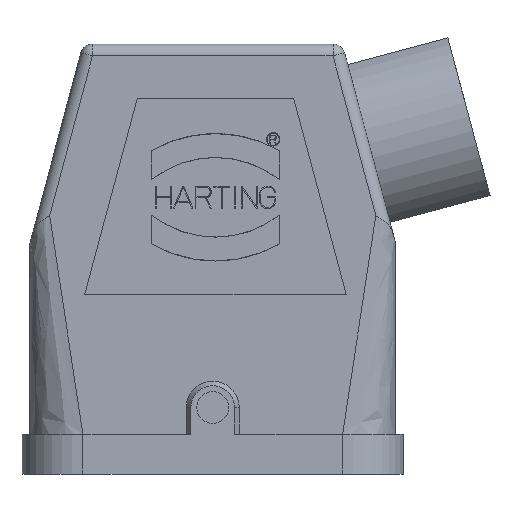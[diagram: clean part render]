
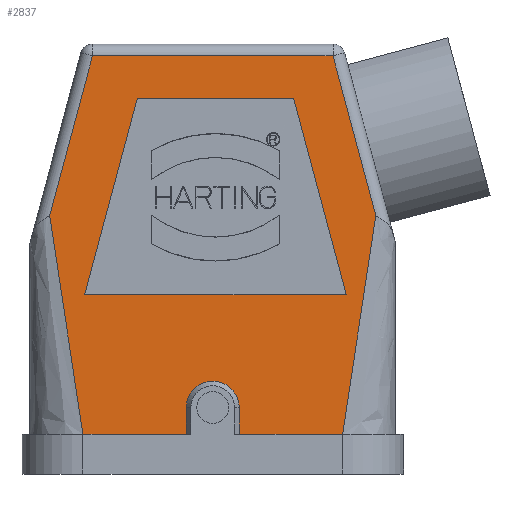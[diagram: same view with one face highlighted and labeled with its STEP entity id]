
A CAD part, front view. The second image highlights one B-rep face of the part: STEP entity #2837.
In plain terms, the highlighted planar face has unit normal (0, -1, 0).
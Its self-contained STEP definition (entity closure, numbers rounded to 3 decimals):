
#1970=LINE('',#9131,#2380);
#1972=LINE('',#9135,#2382);
#1974=LINE('',#9139,#2384);
#1975=LINE('',#9141,#2385);
#1976=LINE('',#9143,#2386);
#1998=LINE('',#9220,#2408);
#2008=LINE('',#9290,#2418);
#2010=LINE('',#9303,#2420);
#2013=LINE('',#9325,#2423);
#2025=LINE('',#9370,#2435);
#2026=LINE('',#9379,#2436);
#2027=LINE('',#9381,#2437);
#2028=LINE('',#9382,#2438);
#2380=VECTOR('',#7302,1.);
#2382=VECTOR('',#7306,1.);
#2384=VECTOR('',#7310,1.);
#2385=VECTOR('',#7313,1.);
#2386=VECTOR('',#7316,1.);
#2408=VECTOR('',#7396,1.);
#2418=VECTOR('',#7442,1.);
#2420=VECTOR('',#7450,1.);
#2423=VECTOR('',#7459,1.);
#2435=VECTOR('',#7487,1.);
#2436=VECTOR('',#7490,1.);
#2437=VECTOR('',#7491,1.);
#2438=VECTOR('',#7492,1.);
#2626=FACE_BOUND('',#3524,.T.);
#2627=FACE_BOUND('',#3525,.T.);
#2837=ADVANCED_FACE('',(#2626,#2627),#3041,.T.);
#3041=PLANE('',#6540);
#3524=EDGE_LOOP('',(#4534,#4535,#4536,#4537));
#3525=EDGE_LOOP('',(#4538,#4539,#4540,#4541,#4542,#4543,#4544,#4545,#4546,
#4547));
#4534=ORIENTED_EDGE('',*,*,#5716,.T.);
#4535=ORIENTED_EDGE('',*,*,#5711,.T.);
#4536=ORIENTED_EDGE('',*,*,#5713,.T.);
#4537=ORIENTED_EDGE('',*,*,#5715,.T.);
#4538=ORIENTED_EDGE('',*,*,#5800,.T.);
#4539=ORIENTED_EDGE('',*,*,#5752,.T.);
#4540=ORIENTED_EDGE('',*,*,#5775,.T.);
#4541=ORIENTED_EDGE('',*,*,#5779,.T.);
#4542=ORIENTED_EDGE('',*,*,#5785,.T.);
#4543=ORIENTED_EDGE('',*,*,#5802,.T.);
#4544=ORIENTED_EDGE('',*,*,#5803,.T.);
#4545=ORIENTED_EDGE('',*,*,#5721,.T.);
#4546=ORIENTED_EDGE('',*,*,#5717,.T.);
#4547=ORIENTED_EDGE('',*,*,#5804,.T.);
#5168=VERTEX_POINT('',#9128);
#5169=VERTEX_POINT('',#9130);
#5170=VERTEX_POINT('',#9134);
#5171=VERTEX_POINT('',#9138);
#5172=VERTEX_POINT('',#9144);
#5173=VERTEX_POINT('',#9145);
#5176=VERTEX_POINT('',#9153);
#5194=VERTEX_POINT('',#9212);
#5198=VERTEX_POINT('',#9221);
#5209=VERTEX_POINT('',#9289);
#5211=VERTEX_POINT('',#9302);
#5215=VERTEX_POINT('',#9324);
#5223=VERTEX_POINT('',#9371);
#5224=VERTEX_POINT('',#9380);
#5711=EDGE_CURVE('',#5168,#5169,#1970,.T.);
#5713=EDGE_CURVE('',#5169,#5170,#1972,.T.);
#5715=EDGE_CURVE('',#5170,#5171,#1974,.T.);
#5716=EDGE_CURVE('',#5171,#5168,#1975,.T.);
#5717=EDGE_CURVE('',#5172,#5173,#1976,.T.);
#5721=EDGE_CURVE('',#5176,#5172,#5961,.T.);
#5752=EDGE_CURVE('',#5198,#5194,#1998,.T.);
#5775=EDGE_CURVE('',#5194,#5209,#2008,.T.);
#5779=EDGE_CURVE('',#5209,#5211,#2010,.T.);
#5785=EDGE_CURVE('',#5211,#5215,#2013,.T.);
#5800=EDGE_CURVE('',#5223,#5198,#2025,.T.);
#5802=EDGE_CURVE('',#5215,#5224,#2026,.T.);
#5803=EDGE_CURVE('',#5224,#5176,#2027,.T.);
#5804=EDGE_CURVE('',#5173,#5223,#2028,.T.);
#5961=CIRCLE('',#6479,3.327);
#6479=AXIS2_PLACEMENT_3D('',#9152,#7322,#7323);
#6540=AXIS2_PLACEMENT_3D('',#9383,#7493,#7494);
#7302=DIRECTION('',(0.259,0.,0.966));
#7306=DIRECTION('',(1.,0.,0.));
#7310=DIRECTION('',(0.259,0.,-0.966));
#7313=DIRECTION('',(-1.,0.,0.));
#7316=DIRECTION('',(0.,0.,-1.));
#7322=DIRECTION('',(0.,1.,0.));
#7323=DIRECTION('',(-1.,0.,0.));
#7396=DIRECTION('',(-0.259,0.,0.966));
#7442=DIRECTION('',(-1.,0.,0.));
#7450=DIRECTION('',(-0.259,0.,-0.966));
#7459=DIRECTION('',(0.15,0.,-0.989));
#7487=DIRECTION('',(0.15,0.,0.989));
#7490=DIRECTION('',(1.,0.,0.));
#7491=DIRECTION('',(0.,0.,1.));
#7492=DIRECTION('',(1.,0.,0.));
#7493=DIRECTION('',(0.,-1.,0.));
#7494=DIRECTION('',(1.,0.,0.));
#9128=CARTESIAN_POINT('',(35.794,-21.15,-83.145));
#9130=CARTESIAN_POINT('',(42.401,-21.15,-58.487));
#9131=CARTESIAN_POINT('',(36.468,-21.15,-80.628));
#9134=CARTESIAN_POINT('',(62.031,-21.15,-58.487));
#9135=CARTESIAN_POINT('',(43.936,-21.15,-58.487));
#9138=CARTESIAN_POINT('',(68.639,-21.15,-83.145));
#9139=CARTESIAN_POINT('',(62.428,-21.15,-59.969));
#9141=CARTESIAN_POINT('',(66.032,-21.15,-83.145));
#9143=CARTESIAN_POINT('',(55.204,-21.15,-97.295));
#9144=CARTESIAN_POINT('',(55.204,-21.15,-97.295));
#9145=CARTESIAN_POINT('',(55.204,-21.15,-100.645));
#9152=CARTESIAN_POINT('',(51.876,-21.15,-97.295));
#9153=CARTESIAN_POINT('',(48.549,-21.15,-97.295));
#9212=CARTESIAN_POINT('',(66.976,-21.15,-53.145));
#9220=CARTESIAN_POINT('',(72.35,-21.15,-73.2));
#9221=CARTESIAN_POINT('',(72.35,-21.15,-73.2));
#9289=CARTESIAN_POINT('',(36.776,-21.15,-53.145));
#9290=CARTESIAN_POINT('',(66.976,-21.15,-53.145));
#9302=CARTESIAN_POINT('',(31.402,-21.15,-73.2));
#9303=CARTESIAN_POINT('',(36.776,-21.15,-53.145));
#9324=CARTESIAN_POINT('',(35.576,-21.15,-100.645));
#9325=CARTESIAN_POINT('',(31.402,-21.15,-73.2));
#9370=CARTESIAN_POINT('',(68.176,-21.15,-100.645));
#9371=CARTESIAN_POINT('',(68.176,-21.15,-100.645));
#9379=CARTESIAN_POINT('',(35.576,-21.15,-100.645));
#9380=CARTESIAN_POINT('',(48.549,-21.15,-100.645));
#9381=CARTESIAN_POINT('',(48.549,-21.15,-100.645));
#9382=CARTESIAN_POINT('',(55.204,-21.15,-100.645));
#9383=CARTESIAN_POINT('',(27.679,-21.15,-102.245));
